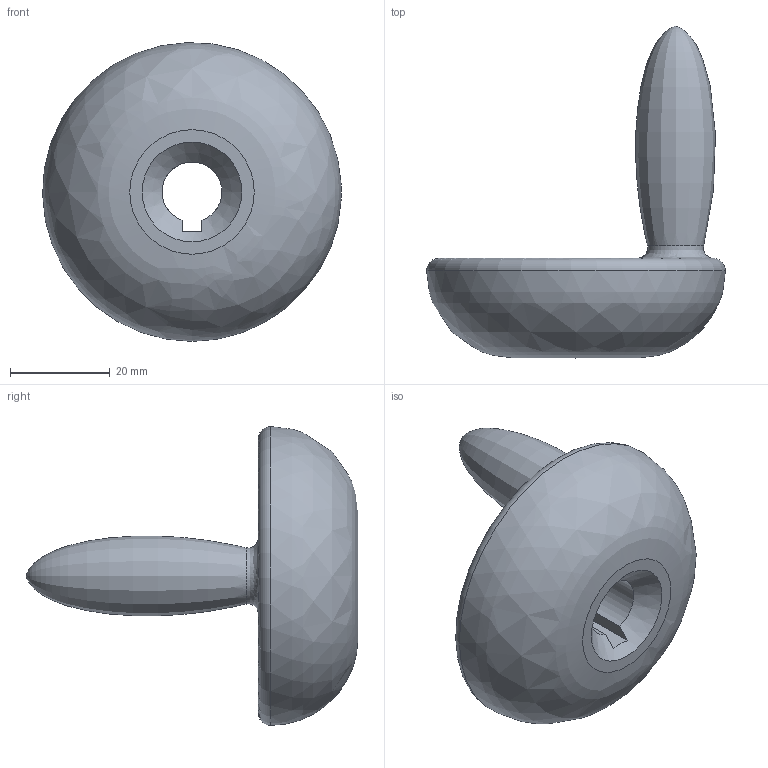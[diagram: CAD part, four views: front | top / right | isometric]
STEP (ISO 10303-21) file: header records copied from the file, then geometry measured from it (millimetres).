
FILE_DESCRIPTION(/* description */ (''),/* implementation_level */ '2;1');
FILE_NAME(/* name */ 'handle (v1~recovered).step',/* time_stamp */ '2024-09-17T19:27:19-07:00',/* author */ (''),/* organization */ (''),/* preprocessor_version */ 'ST-DEVELOPER v20',/* originating_system */ 'Autodesk Translation Framework v13.14.0.145',/* authorisation */ '');
FILE_SCHEMA (('AUTOMOTIVE_DESIGN { 1 0 10303 214 3 1 1 }'));
Length unit declared in the file: millimetre
Products named in the file (1): handle (v1~recovered)
Bounding box: 59.99 x 66.63 x 59.99 mm (x, y, z)
Volume: 49587.7 mm3; surface area: 10061.8 mm2
Topology: 1 solids, 1 shells, 12 faces, 30 edges, 19 vertices
Faces by surface type: plane 5, bspline 4, cone 1, torus 1, cylinder 1
Entity records: 801 total; most frequent: CARTESIAN_POINT 504, ORIENTED_EDGE 58, DIRECTION 50, EDGE_CURVE 29, AXIS2_PLACEMENT_3D 21, VERTEX_POINT 19, EDGE_LOOP 14, FACE_OUTER_BOUND 12
